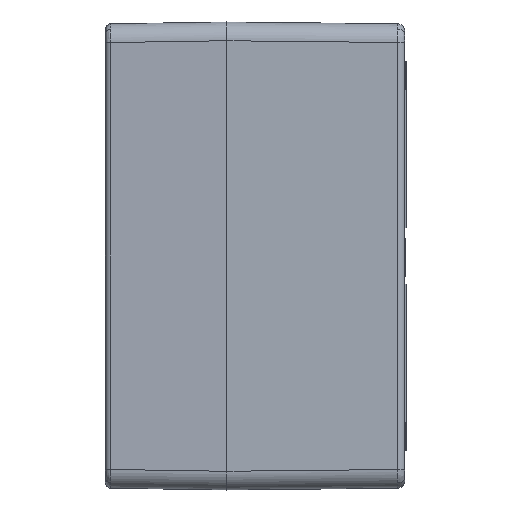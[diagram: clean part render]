
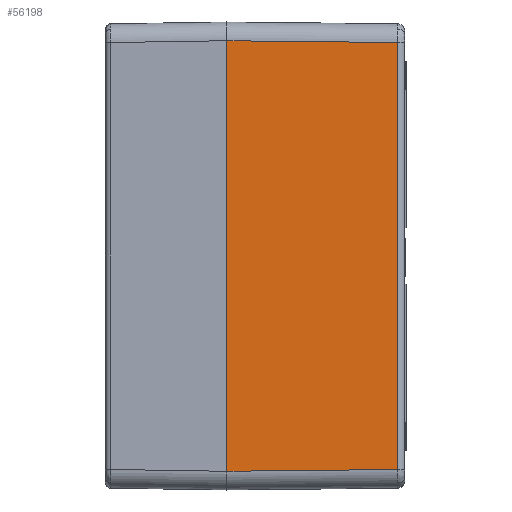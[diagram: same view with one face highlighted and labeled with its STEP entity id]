
A CAD part, left-side view. The second image highlights one B-rep face of the part: STEP entity #56198.
In plain terms, the highlighted planar face has unit normal (-1, -0.01, 0).
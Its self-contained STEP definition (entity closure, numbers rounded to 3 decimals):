
#1676 = FACE_OUTER_BOUND ( 'NONE', #53947, .T. ) ;
#2050 = ORIENTED_EDGE ( 'NONE', *, *, #33860, .T. ) ;
#5044 = CARTESIAN_POINT ( 'NONE',  ( -199.975, -0.5, -125. ) ) ;
#5725 = CARTESIAN_POINT ( 'NONE',  ( -200., 2., -125. ) ) ;
#9008 = VECTOR ( 'NONE', #22571, 1000. ) ;
#14381 = VECTOR ( 'NONE', #37080, 1000. ) ;
#19592 = EDGE_CURVE ( 'NONE', #27348, #35896, #48117, .T. ) ;
#22571 = DIRECTION ( 'NONE',  ( 0., 0., 1. ) ) ;
#22879 = CARTESIAN_POINT ( 'NONE',  ( -200.001, 2.101, -115.002 ) ) ;
#24129 = DIRECTION ( 'NONE',  ( -1., -0.01, 0. ) ) ;
#24804 = ORIENTED_EDGE ( 'NONE', *, *, #25617, .T. ) ;
#25617 = EDGE_CURVE ( 'NONE', #39477, #35896, #26160, .T. ) ;
#25858 = ORIENTED_EDGE ( 'NONE', *, *, #19592, .F. ) ;
#26160 = LINE ( 'NONE', #56569, #51950 ) ;
#26670 = EDGE_CURVE ( 'NONE', #29873, #39477, #34802, .T. ) ;
#27348 = VERTEX_POINT ( 'NONE', #34989 ) ;
#28395 = LINE ( 'NONE', #22879, #52777 ) ;
#28550 = AXIS2_PLACEMENT_3D ( 'NONE', #5725, #24129, #56184 ) ;
#28826 = CARTESIAN_POINT ( 'NONE',  ( -199.053, -91.54, 114.054 ) ) ;
#29871 = CARTESIAN_POINT ( 'NONE',  ( -199.053, -91.54, -114.054 ) ) ;
#29873 = VERTEX_POINT ( 'NONE', #29871 ) ;
#33860 = EDGE_CURVE ( 'NONE', #27348, #29873, #28395, .T. ) ;
#34802 = LINE ( 'NONE', #54608, #9008 ) ;
#34989 = CARTESIAN_POINT ( 'NONE',  ( -199.975, -0.5, -114.975 ) ) ;
#35896 = VERTEX_POINT ( 'NONE', #36693 ) ;
#36693 = CARTESIAN_POINT ( 'NONE',  ( -199.975, -0.5, 114.975 ) ) ;
#37080 = DIRECTION ( 'NONE',  ( 0., 0., 1. ) ) ;
#39477 = VERTEX_POINT ( 'NONE', #28826 ) ;
#46203 = DIRECTION ( 'NONE',  ( -0.01, 1., 0.01 ) ) ;
#48117 = LINE ( 'NONE', #5044, #14381 ) ;
#51570 = PLANE ( 'NONE',  #28550 ) ;
#51950 = VECTOR ( 'NONE', #46203, 1000. ) ;
#52777 = VECTOR ( 'NONE', #54921, 1000. ) ;
#53947 = EDGE_LOOP ( 'NONE', ( #2050, #57341, #24804, #25858 ) ) ;
#54608 = CARTESIAN_POINT ( 'NONE',  ( -199.053, -91.54, 114.013 ) ) ;
#54921 = DIRECTION ( 'NONE',  ( 0.01, -1., 0.01 ) ) ;
#56184 = DIRECTION ( 'NONE',  ( 0.01, -1., 0. ) ) ;
#56198 = ADVANCED_FACE ( 'NONE', ( #1676 ), #51570, .T. ) ;
#56569 = CARTESIAN_POINT ( 'NONE',  ( -199.975, -0.429, 114.976 ) ) ;
#57341 = ORIENTED_EDGE ( 'NONE', *, *, #26670, .T. ) ;
